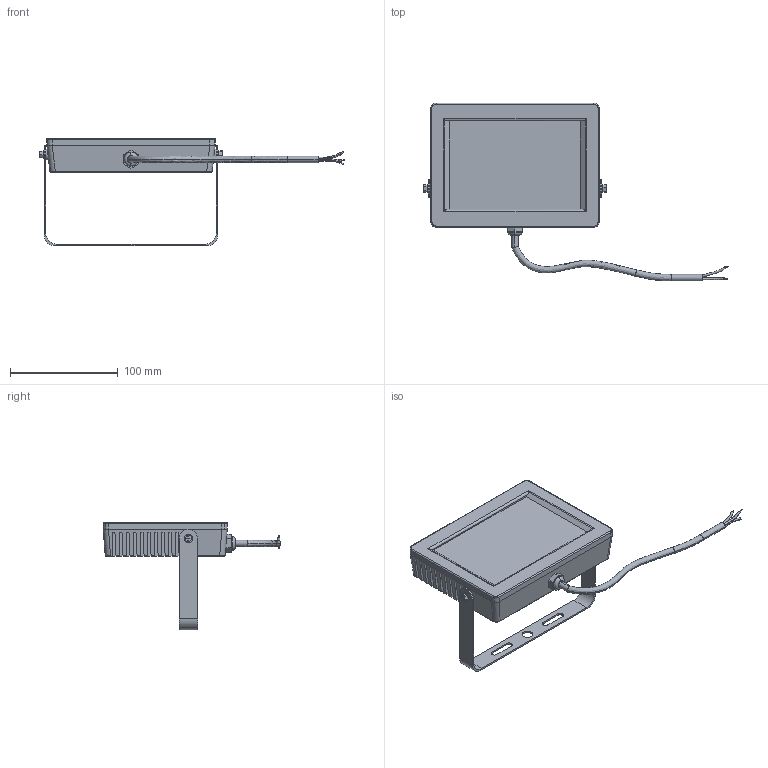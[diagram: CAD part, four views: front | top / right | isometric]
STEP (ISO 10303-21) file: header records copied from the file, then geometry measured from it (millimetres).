
FILE_DESCRIPTION (( 'STEP AP214' ), '1' );
FILE_NAME ('LPDO701-30-K03 Ïðîæåêòîð ÑÄÎ07-30 ñâåòîäèîäíûé ñåðûé ÷èï IP65 ÈÝÊ.STEP', '2017-09-19T13:49:31', ( '' ), ( '' ), 'SwSTEP 2.0', 'SolidWorks 2014', '' );
FILE_SCHEMA (( 'AUTOMOTIVE_DESIGN' ));
Length unit declared in the file: millimetre
Products named in the file (1): LPDO701-30-K03 Ïðîæåêòîð ÑÄÎ07-30 ñâåòîäèîäíûé ñåðûé ÷èï IP65 ÈÝÊ
Bounding box: 282.08 x 164.77 x 99.5 mm (x, y, z)
Volume: 471954.1 mm3; surface area: 95964.7 mm2
Topology: 2 solids, 2 shells, 472 faces, 1203 edges, 782 vertices
Faces by surface type: plane 325, cylinder 91, bspline 54, torus 2
Entity records: 15546 total; most frequent: CARTESIAN_POINT 4570, ORIENTED_EDGE 2406, DIRECTION 2029, EDGE_CURVE 1203, VECTOR 915, LINE 915, VERTEX_POINT 782, AXIS2_PLACEMENT_3D 557
